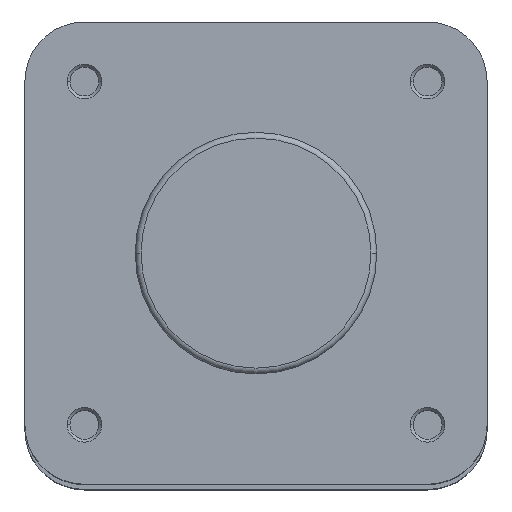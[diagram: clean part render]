
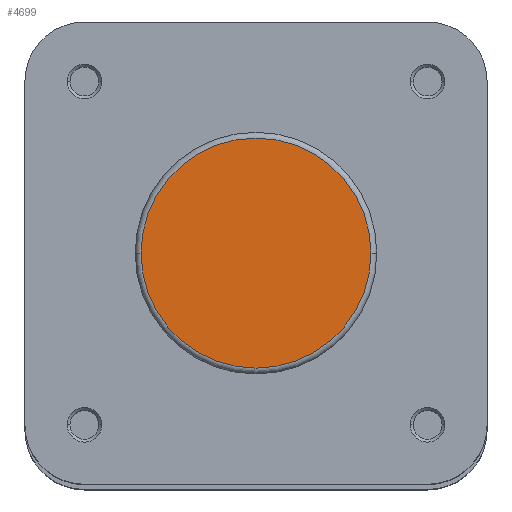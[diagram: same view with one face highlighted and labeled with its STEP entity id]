
A CAD part, top view. The second image highlights one B-rep face of the part: STEP entity #4699.
In plain terms, the highlighted planar face has unit normal (0, 0, 1).
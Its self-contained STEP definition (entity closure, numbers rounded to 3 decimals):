
#1315 = CARTESIAN_POINT ( 'NONE',  ( 0., 0., 0. ) ) ;
#1316 = DIRECTION ( 'NONE',  ( 0., 0., 1. ) ) ;
#1317 = DIRECTION ( 'NONE',  ( -1., 0., 0. ) ) ;
#1460 = CARTESIAN_POINT ( 'NONE',  ( 0., 0., 0. ) ) ;
#1467 = DIRECTION ( 'NONE',  ( 0., 0., 1. ) ) ;
#1468 = DIRECTION ( 'NONE',  ( -1., 0., 0. ) ) ;
#1990 = PLANE ( 'NONE',  #2996 ) ;
#1993 = CARTESIAN_POINT ( 'NONE',  ( 0., 20.9, 0. ) ) ;
#2002 = DIRECTION ( 'NONE',  ( 0., 0., -1. ) ) ;
#2003 = DIRECTION ( 'NONE',  ( -1., 0., 0. ) ) ;
#2308 = CARTESIAN_POINT ( 'NONE',  ( 19.9, 0., 0. ) ) ;
#2337 = CARTESIAN_POINT ( 'NONE',  ( -19.9, 0., 0. ) ) ;
#2577 = EDGE_CURVE ( 'NONE', #4896, #5033, #4219, .T. ) ;
#2626 = EDGE_CURVE ( 'NONE', #5033, #4896, #4291, .T. ) ;
#2810 = AXIS2_PLACEMENT_3D ( 'NONE', #1315, #1316, #1317 ) ;
#2833 = AXIS2_PLACEMENT_3D ( 'NONE', #1460, #1467, #1468 ) ;
#2996 = AXIS2_PLACEMENT_3D ( 'NONE', #1993, #2002, #2003 ) ;
#3463 = EDGE_LOOP ( 'NONE', ( #3631, #3692 ) ) ;
#3631 = ORIENTED_EDGE ( 'NONE', *, *, #2626, .T. ) ;
#3692 = ORIENTED_EDGE ( 'NONE', *, *, #2577, .T. ) ;
#4219 = CIRCLE ( 'NONE', #2810, 19.9 ) ;
#4291 = CIRCLE ( 'NONE', #2833, 19.9 ) ;
#4592 = FACE_OUTER_BOUND ( 'NONE', #3463, .T. ) ;
#4699 = ADVANCED_FACE ( 'NONE', ( #4592 ), #1990, .F. ) ;
#4896 = VERTEX_POINT ( 'NONE', #2308 ) ;
#5033 = VERTEX_POINT ( 'NONE', #2337 ) ;
